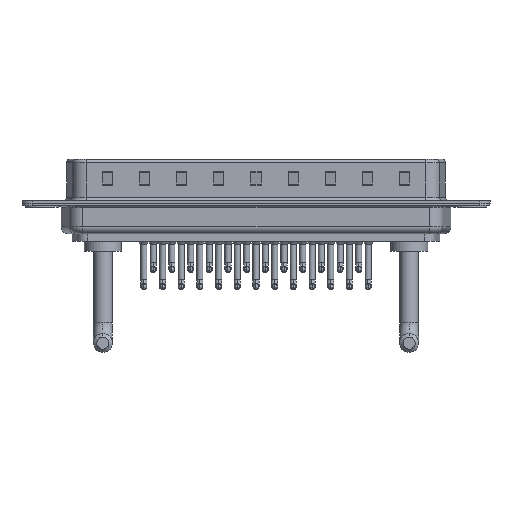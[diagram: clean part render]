
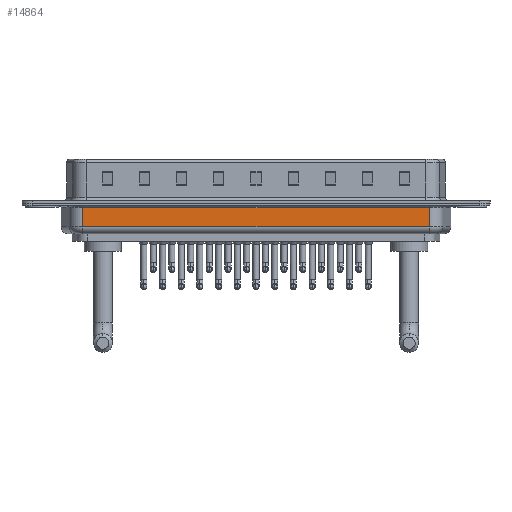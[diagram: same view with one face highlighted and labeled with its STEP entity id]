
A CAD part, front view. The second image highlights one B-rep face of the part: STEP entity #14864.
In plain terms, the highlighted planar face has unit normal (0, -1, 0).
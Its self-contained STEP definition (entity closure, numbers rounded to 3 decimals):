
#425 = DIRECTION ( 'NONE',  ( 1., 0., 0. ) ) ;
#723 = CARTESIAN_POINT ( 'NONE',  ( 6.031, -5.35, -4.5 ) ) ;
#812 = CARTESIAN_POINT ( 'NONE',  ( 6.031, -5.35, -0.65 ) ) ;
#860 = PLANE ( 'NONE',  #19087 ) ;
#1239 = VECTOR ( 'NONE', #4515, 1000. ) ;
#2563 = EDGE_CURVE ( 'NONE', #21182, #24203, #18860, .T. ) ;
#3074 = VECTOR ( 'NONE', #7873, 1000. ) ;
#4034 = VERTEX_POINT ( 'NONE', #20110 ) ;
#4515 = DIRECTION ( 'NONE',  ( 0., 0., 1. ) ) ;
#6594 = EDGE_CURVE ( 'NONE', #4034, #21182, #22760, .T. ) ;
#6652 = CARTESIAN_POINT ( 'NONE',  ( 6.031, -5.35, -3.5 ) ) ;
#6907 = LINE ( 'NONE', #15172, #12809 ) ;
#6953 = DIRECTION ( 'NONE',  ( -1., 0., 0. ) ) ;
#7873 = DIRECTION ( 'NONE',  ( 0., 0., 1. ) ) ;
#11395 = CARTESIAN_POINT ( 'NONE',  ( 57.469, -5.35, -0.65 ) ) ;
#12593 = ORIENTED_EDGE ( 'NONE', *, *, #6594, .T. ) ;
#12809 = VECTOR ( 'NONE', #23437, 1000. ) ;
#14808 = VECTOR ( 'NONE', #425, 1000. ) ;
#14864 = ADVANCED_FACE ( 'NONE', ( #19264 ), #860, .F. ) ;
#15011 = EDGE_CURVE ( 'NONE', #4034, #23449, #24254, .T. ) ;
#15172 = CARTESIAN_POINT ( 'NONE',  ( 6.031, -5.35, -0.65 ) ) ;
#15407 = CARTESIAN_POINT ( 'NONE',  ( 57.469, -5.35, -3.5 ) ) ;
#16883 = ORIENTED_EDGE ( 'NONE', *, *, #24659, .T. ) ;
#17376 = DIRECTION ( 'NONE',  ( 0., 1., 0. ) ) ;
#18170 = CARTESIAN_POINT ( 'NONE',  ( 6.031, -5.35, -4.5 ) ) ;
#18860 = LINE ( 'NONE', #19623, #1239 ) ;
#19087 = AXIS2_PLACEMENT_3D ( 'NONE', #723, #17376, #6953 ) ;
#19264 = FACE_OUTER_BOUND ( 'NONE', #24641, .T. ) ;
#19623 = CARTESIAN_POINT ( 'NONE',  ( 57.469, -5.35, -4.5 ) ) ;
#20110 = CARTESIAN_POINT ( 'NONE',  ( 6.031, -5.35, -3.5 ) ) ;
#21182 = VERTEX_POINT ( 'NONE', #15407 ) ;
#21328 = ORIENTED_EDGE ( 'NONE', *, *, #2563, .T. ) ;
#22615 = ORIENTED_EDGE ( 'NONE', *, *, #15011, .F. ) ;
#22760 = LINE ( 'NONE', #6652, #14808 ) ;
#23437 = DIRECTION ( 'NONE',  ( -1., 0., 0. ) ) ;
#23449 = VERTEX_POINT ( 'NONE', #812 ) ;
#24203 = VERTEX_POINT ( 'NONE', #11395 ) ;
#24254 = LINE ( 'NONE', #18170, #3074 ) ;
#24641 = EDGE_LOOP ( 'NONE', ( #22615, #12593, #21328, #16883 ) ) ;
#24659 = EDGE_CURVE ( 'NONE', #24203, #23449, #6907, .T. ) ;
